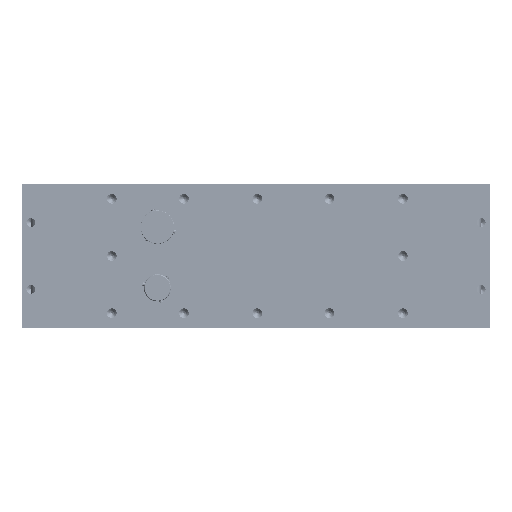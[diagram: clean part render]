
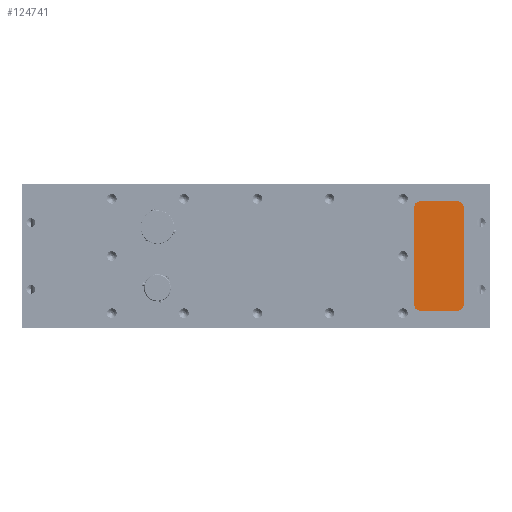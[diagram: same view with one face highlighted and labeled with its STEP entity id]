
A CAD part, front view. The second image highlights one B-rep face of the part: STEP entity #124741.
In plain terms, the highlighted planar face has unit normal (0, -1, 0).
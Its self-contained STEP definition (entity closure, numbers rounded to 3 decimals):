
#4661 = CARTESIAN_POINT ( 'NONE',  ( 115., -139.25, 11. ) ) ;
#7098 = AXIS2_PLACEMENT_3D ( 'NONE', #17581, #32881, #64381 ) ;
#10406 = VERTEX_POINT ( 'NONE', #67917 ) ;
#11000 = DIRECTION ( 'NONE',  ( 0., -1., 0. ) ) ;
#11613 = CARTESIAN_POINT ( 'NONE',  ( 115., -139.25, 11. ) ) ;
#15331 = CARTESIAN_POINT ( 'NONE',  ( 93., -139.25, 67. ) ) ;
#16079 = DIRECTION ( 'NONE',  ( 0., 0., -1. ) ) ;
#17581 = CARTESIAN_POINT ( 'NONE',  ( 115., -139.25, 67. ) ) ;
#18588 = VERTEX_POINT ( 'NONE', #117622 ) ;
#19065 = VERTEX_POINT ( 'NONE', #22074 ) ;
#22074 = CARTESIAN_POINT ( 'NONE',  ( 118., -139.25, 67. ) ) ;
#25468 = CIRCLE ( 'NONE', #49995, 3. ) ;
#32881 = DIRECTION ( 'NONE',  ( 0., -1., 0. ) ) ;
#34663 = DIRECTION ( 'NONE',  ( 0., 0., -1. ) ) ;
#34867 = VECTOR ( 'NONE', #119271, 1000. ) ;
#38094 = EDGE_CURVE ( 'NONE', #82727, #10406, #97658, .T. ) ;
#44098 = CIRCLE ( 'NONE', #147096, 3. ) ;
#44803 = ORIENTED_EDGE ( 'NONE', *, *, #110429, .T. ) ;
#46178 = DIRECTION ( 'NONE',  ( 0., -1., 0. ) ) ;
#47030 = CARTESIAN_POINT ( 'NONE',  ( 90., -139.25, 11. ) ) ;
#47934 = ORIENTED_EDGE ( 'NONE', *, *, #38094, .T. ) ;
#49267 = EDGE_LOOP ( 'NONE', ( #44803, #119287, #60338, #69968, #47934, #107940, #52807, #138668 ) ) ;
#49987 = LINE ( 'NONE', #145946, #111851 ) ;
#49995 = AXIS2_PLACEMENT_3D ( 'NONE', #4661, #62989, #86019 ) ;
#50057 = VECTOR ( 'NONE', #138823, 1000. ) ;
#50954 = AXIS2_PLACEMENT_3D ( 'NONE', #11613, #46178, #34663 ) ;
#51372 = CARTESIAN_POINT ( 'NONE',  ( 115., -139.25, 8. ) ) ;
#52807 = ORIENTED_EDGE ( 'NONE', *, *, #126631, .T. ) ;
#53843 = EDGE_CURVE ( 'NONE', #19065, #18588, #114985, .T. ) ;
#60338 = ORIENTED_EDGE ( 'NONE', *, *, #53843, .T. ) ;
#62989 = DIRECTION ( 'NONE',  ( 0., -1., 0. ) ) ;
#63387 = AXIS2_PLACEMENT_3D ( 'NONE', #15331, #109760, #16079 ) ;
#64381 = DIRECTION ( 'NONE',  ( 0., 0., 1. ) ) ;
#65398 = EDGE_CURVE ( 'NONE', #10406, #85577, #49987, .T. ) ;
#67917 = CARTESIAN_POINT ( 'NONE',  ( 90., -139.25, 67. ) ) ;
#69375 = CARTESIAN_POINT ( 'NONE',  ( 118., -139.25, 67. ) ) ;
#69968 = ORIENTED_EDGE ( 'NONE', *, *, #95213, .T. ) ;
#79214 = PLANE ( 'NONE',  #50954 ) ;
#81648 = LINE ( 'NONE', #69375, #118602 ) ;
#82727 = VERTEX_POINT ( 'NONE', #87107 ) ;
#85577 = VERTEX_POINT ( 'NONE', #47030 ) ;
#86019 = DIRECTION ( 'NONE',  ( 0., 0., -1. ) ) ;
#86913 = LINE ( 'NONE', #133807, #34867 ) ;
#87107 = CARTESIAN_POINT ( 'NONE',  ( 93., -139.25, 70. ) ) ;
#87529 = DIRECTION ( 'NONE',  ( 0., 0., -1. ) ) ;
#95213 = EDGE_CURVE ( 'NONE', #18588, #82727, #136003, .T. ) ;
#97658 = CIRCLE ( 'NONE', #63387, 3. ) ;
#99373 = VERTEX_POINT ( 'NONE', #51372 ) ;
#102245 = FACE_OUTER_BOUND ( 'NONE', #49267, .T. ) ;
#102507 = VERTEX_POINT ( 'NONE', #134292 ) ;
#105404 = CARTESIAN_POINT ( 'NONE',  ( 93., -139.25, 11. ) ) ;
#106909 = DIRECTION ( 'NONE',  ( 0., 0., -1. ) ) ;
#107940 = ORIENTED_EDGE ( 'NONE', *, *, #65398, .T. ) ;
#109760 = DIRECTION ( 'NONE',  ( 0., -1., 0. ) ) ;
#110429 = EDGE_CURVE ( 'NONE', #99373, #140688, #25468, .T. ) ;
#111851 = VECTOR ( 'NONE', #87529, 1000. ) ;
#112969 = CARTESIAN_POINT ( 'NONE',  ( 93., -139.25, 70. ) ) ;
#114985 = CIRCLE ( 'NONE', #7098, 3. ) ;
#117622 = CARTESIAN_POINT ( 'NONE',  ( 115., -139.25, 70. ) ) ;
#118602 = VECTOR ( 'NONE', #140787, 1000. ) ;
#119271 = DIRECTION ( 'NONE',  ( 1., 0., 0. ) ) ;
#119287 = ORIENTED_EDGE ( 'NONE', *, *, #139487, .T. ) ;
#124741 = ADVANCED_FACE ( 'NONE', ( #102245 ), #79214, .T. ) ;
#126631 = EDGE_CURVE ( 'NONE', #85577, #102507, #44098, .T. ) ;
#133807 = CARTESIAN_POINT ( 'NONE',  ( 93., -139.25, 8. ) ) ;
#134292 = CARTESIAN_POINT ( 'NONE',  ( 93., -139.25, 8. ) ) ;
#136003 = LINE ( 'NONE', #112969, #50057 ) ;
#136440 = EDGE_CURVE ( 'NONE', #102507, #99373, #86913, .T. ) ;
#138536 = CARTESIAN_POINT ( 'NONE',  ( 118., -139.25, 11. ) ) ;
#138668 = ORIENTED_EDGE ( 'NONE', *, *, #136440, .T. ) ;
#138823 = DIRECTION ( 'NONE',  ( -1., 0., 0. ) ) ;
#139487 = EDGE_CURVE ( 'NONE', #140688, #19065, #81648, .T. ) ;
#140688 = VERTEX_POINT ( 'NONE', #138536 ) ;
#140787 = DIRECTION ( 'NONE',  ( 0., 0., 1. ) ) ;
#145946 = CARTESIAN_POINT ( 'NONE',  ( 90., -139.25, 67. ) ) ;
#147096 = AXIS2_PLACEMENT_3D ( 'NONE', #105404, #11000, #106909 ) ;
